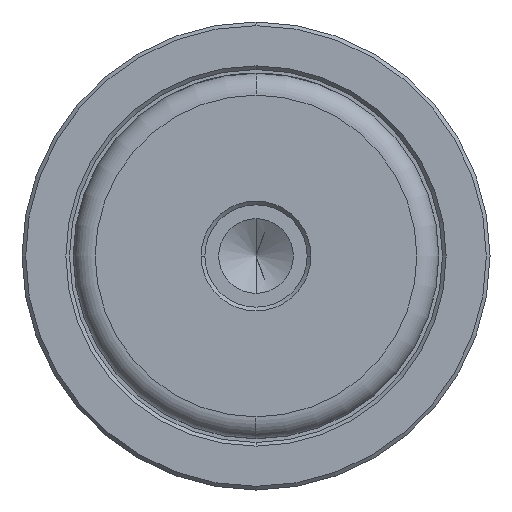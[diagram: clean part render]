
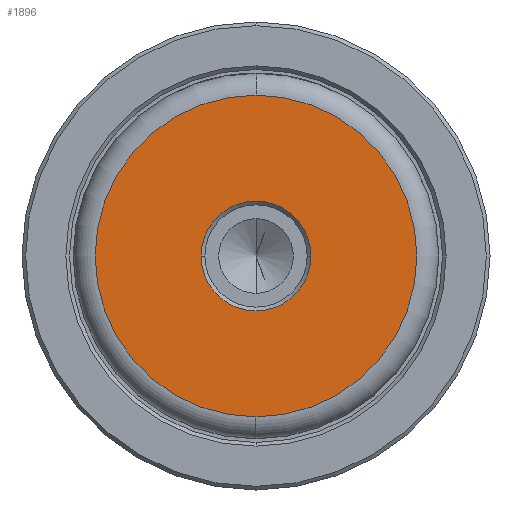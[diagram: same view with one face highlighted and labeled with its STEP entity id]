
A CAD part, left-side view. The second image highlights one B-rep face of the part: STEP entity #1896.
In plain terms, the highlighted planar face has unit normal (-1, 0, 0).
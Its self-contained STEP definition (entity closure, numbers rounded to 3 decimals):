
#36 = EDGE_CURVE ( 'NONE', #1937, #2339, #471, .T. ) ;
#73 = DIRECTION ( 'NONE',  ( 0., 0., 1. ) ) ;
#127 = DIRECTION ( 'NONE',  ( -1., 0., 0. ) ) ;
#215 = DIRECTION ( 'NONE',  ( -1., 0., 0. ) ) ;
#218 = AXIS2_PLACEMENT_3D ( 'NONE', #2106, #1270, #73 ) ;
#437 = EDGE_LOOP ( 'NONE', ( #1089, #2383 ) ) ;
#471 = CIRCLE ( 'NONE', #682, 7.5 ) ;
#601 = FACE_OUTER_BOUND ( 'NONE', #2196, .T. ) ;
#674 = CARTESIAN_POINT ( 'NONE',  ( 0., 0., 0. ) ) ;
#682 = AXIS2_PLACEMENT_3D ( 'NONE', #674, #2098, #869 ) ;
#869 = DIRECTION ( 'NONE',  ( 0., 0., 1. ) ) ;
#876 = PLANE ( 'NONE',  #218 ) ;
#910 = CIRCLE ( 'NONE', #2099, 21.997 ) ;
#941 = EDGE_CURVE ( 'NONE', #2528, #1672, #997, .T. ) ;
#997 = CIRCLE ( 'NONE', #1188, 21.997 ) ;
#1036 = CIRCLE ( 'NONE', #1856, 7.5 ) ;
#1089 = ORIENTED_EDGE ( 'NONE', *, *, #36, .T. ) ;
#1138 = ORIENTED_EDGE ( 'NONE', *, *, #941, .T. ) ;
#1153 = CARTESIAN_POINT ( 'NONE',  ( 0., 0., 0. ) ) ;
#1188 = AXIS2_PLACEMENT_3D ( 'NONE', #1416, #215, #1634 ) ;
#1195 = ORIENTED_EDGE ( 'NONE', *, *, #1349, .T. ) ;
#1270 = DIRECTION ( 'NONE',  ( -1., 0., 0. ) ) ;
#1293 = CARTESIAN_POINT ( 'NONE',  ( 0., -7.5, 0. ) ) ;
#1326 = CARTESIAN_POINT ( 'NONE',  ( 0., 0., 0. ) ) ;
#1349 = EDGE_CURVE ( 'NONE', #1672, #2528, #910, .T. ) ;
#1350 = DIRECTION ( 'NONE',  ( 0., 0., 1. ) ) ;
#1396 = CARTESIAN_POINT ( 'NONE',  ( 0., 7.5, 0. ) ) ;
#1416 = CARTESIAN_POINT ( 'NONE',  ( 0., 0., 0. ) ) ;
#1531 = DIRECTION ( 'NONE',  ( 0., 0., 1. ) ) ;
#1616 = FACE_BOUND ( 'NONE', #437, .T. ) ;
#1634 = DIRECTION ( 'NONE',  ( 0., 0., 1. ) ) ;
#1672 = VERTEX_POINT ( 'NONE', #2146 ) ;
#1856 = AXIS2_PLACEMENT_3D ( 'NONE', #1153, #2581, #1350 ) ;
#1896 = ADVANCED_FACE ( 'NONE', ( #1616, #601 ), #876, .T. ) ;
#1937 = VERTEX_POINT ( 'NONE', #1293 ) ;
#2098 = DIRECTION ( 'NONE',  ( 1., 0., 0. ) ) ;
#2099 = AXIS2_PLACEMENT_3D ( 'NONE', #1326, #127, #1531 ) ;
#2106 = CARTESIAN_POINT ( 'NONE',  ( 0., 0., 0. ) ) ;
#2146 = CARTESIAN_POINT ( 'NONE',  ( 0., 0., -21.997 ) ) ;
#2196 = EDGE_LOOP ( 'NONE', ( #1138, #1195 ) ) ;
#2339 = VERTEX_POINT ( 'NONE', #1396 ) ;
#2383 = ORIENTED_EDGE ( 'NONE', *, *, #2638, .T. ) ;
#2528 = VERTEX_POINT ( 'NONE', #2610 ) ;
#2581 = DIRECTION ( 'NONE',  ( 1., 0., 0. ) ) ;
#2610 = CARTESIAN_POINT ( 'NONE',  ( 0., 0., 21.997 ) ) ;
#2638 = EDGE_CURVE ( 'NONE', #2339, #1937, #1036, .T. ) ;
